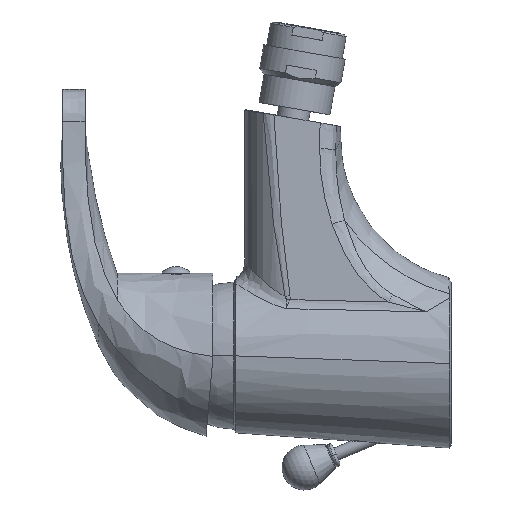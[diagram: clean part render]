
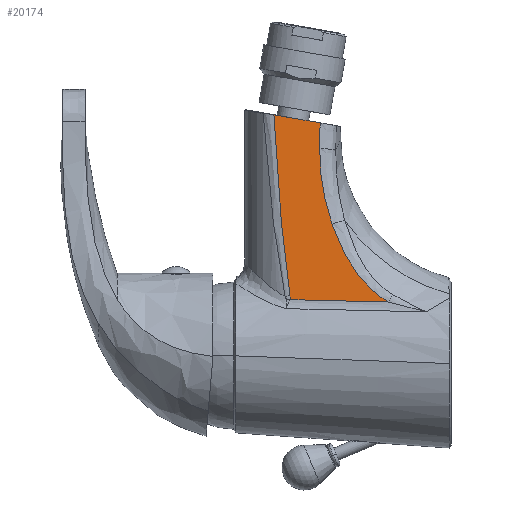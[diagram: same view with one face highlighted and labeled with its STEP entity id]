
A CAD part, left-side view. The second image highlights one B-rep face of the part: STEP entity #20174.
In plain terms, the highlighted planar face has unit normal (-0.998, 0.035, 0.052).
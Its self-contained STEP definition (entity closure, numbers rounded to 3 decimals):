
#6676=CARTESIAN_POINT('',(-18.229,51.409,20.032));
#6690=CARTESIAN_POINT('',(-19.346,20.548,19.292));
#6709=DIRECTION('',(-0.043,-0.984,-0.173));
#6710=VECTOR('',#6709,14.691);
#6711=CARTESIAN_POINT('',(-15.02,56.441,77.88));
#6712=LINE('',#6711,#6710);
#6713=CARTESIAN_POINT('',(-15.659,41.987,75.331));
#6714=CARTESIAN_POINT('',(-15.705,41.999,74.43));
#6715=CARTESIAN_POINT('',(-15.799,42.023,72.628));
#6716=CARTESIAN_POINT('',(-15.94,42.058,69.927));
#6717=CARTESIAN_POINT('',(-16.033,42.083,68.127));
#6718=CARTESIAN_POINT('',(-16.08,42.095,67.227));
#6720=CARTESIAN_POINT('',(-16.08,42.095,67.227));
#6721=CARTESIAN_POINT('',(-16.118,42.105,66.489));
#6722=CARTESIAN_POINT('',(-16.197,42.099,64.999));
#6723=CARTESIAN_POINT('',(-16.319,42.011,62.727));
#6724=CARTESIAN_POINT('',(-16.446,41.84,60.417));
#6725=CARTESIAN_POINT('',(-16.578,41.585,58.069));
#6726=CARTESIAN_POINT('',(-16.714,41.244,55.692));
#6727=CARTESIAN_POINT('',(-16.855,40.816,53.296));
#6728=CARTESIAN_POINT('',(-16.999,40.302,50.888));
#6729=CARTESIAN_POINT('',(-17.147,39.703,48.475));
#6730=CARTESIAN_POINT('',(-17.297,39.019,46.062));
#6731=CARTESIAN_POINT('',(-17.399,38.508,44.458));
#6732=CARTESIAN_POINT('',(-17.451,38.237,43.656));
#6734=CARTESIAN_POINT('',(-17.451,38.237,43.656));
#6735=CARTESIAN_POINT('',(-17.499,37.985,42.908));
#6736=CARTESIAN_POINT('',(-17.594,37.464,41.445));
#6737=CARTESIAN_POINT('',(-17.732,36.636,39.35));
#6738=CARTESIAN_POINT('',(-17.867,35.771,37.363));
#6739=CARTESIAN_POINT('',(-17.996,34.876,35.49));
#6740=CARTESIAN_POINT('',(-18.12,33.959,33.735));
#6741=CARTESIAN_POINT('',(-18.238,33.027,32.101));
#6742=CARTESIAN_POINT('',(-18.351,32.088,30.585));
#6743=CARTESIAN_POINT('',(-18.457,31.143,29.181));
#6744=CARTESIAN_POINT('',(-18.559,30.195,27.884));
#6745=CARTESIAN_POINT('',(-18.655,29.246,26.684));
#6746=CARTESIAN_POINT('',(-18.746,28.296,25.576));
#6747=CARTESIAN_POINT('',(-18.833,27.344,24.553));
#6748=CARTESIAN_POINT('',(-18.916,26.391,23.608));
#6749=CARTESIAN_POINT('',(-18.995,25.436,22.737));
#6750=CARTESIAN_POINT('',(-19.07,24.477,21.932));
#6751=CARTESIAN_POINT('',(-19.143,23.511,21.188));
#6752=CARTESIAN_POINT('',(-19.213,22.534,20.5));
#6753=CARTESIAN_POINT('',(-19.281,21.548,19.866));
#6754=CARTESIAN_POINT('',(-19.325,20.882,19.478));
#6755=CARTESIAN_POINT('',(-19.346,20.548,19.292));
#6757=CARTESIAN_POINT('',(-19.346,20.548,19.292));
#6758=CARTESIAN_POINT('',(-19.22,24.022,19.376));
#6759=CARTESIAN_POINT('',(-18.97,30.94,19.543));
#6760=CARTESIAN_POINT('',(-18.598,41.228,19.789));
#6761=CARTESIAN_POINT('',(-18.352,48.025,19.952));
#6762=CARTESIAN_POINT('',(-18.229,51.409,20.032));
#6764=CARTESIAN_POINT('',(-18.165,51.411,21.268));
#6765=CARTESIAN_POINT('',(-18.171,51.394,21.164));
#6766=CARTESIAN_POINT('',(-18.182,51.368,20.966));
#6767=CARTESIAN_POINT('',(-18.197,51.352,20.698));
#6768=CARTESIAN_POINT('',(-18.209,51.355,20.455));
#6769=CARTESIAN_POINT('',(-18.22,51.374,20.233));
#6770=CARTESIAN_POINT('',(-18.226,51.396,20.097));
#6771=CARTESIAN_POINT('',(-18.229,51.409,20.032));
#6773=CARTESIAN_POINT('',(-15.02,56.441,77.88));
#6774=CARTESIAN_POINT('',(-15.13,56.329,75.865));
#6775=CARTESIAN_POINT('',(-15.339,56.107,72.031));
#6776=CARTESIAN_POINT('',(-15.619,55.789,66.899));
#6777=CARTESIAN_POINT('',(-15.871,55.486,62.283));
#6778=CARTESIAN_POINT('',(-16.099,55.196,58.128));
#6779=CARTESIAN_POINT('',(-16.305,54.921,54.388));
#6780=CARTESIAN_POINT('',(-16.492,54.658,51.002));
#6781=CARTESIAN_POINT('',(-16.662,54.407,47.92));
#6782=CARTESIAN_POINT('',(-16.816,54.169,45.15));
#6783=CARTESIAN_POINT('',(-16.952,53.95,42.703));
#6784=CARTESIAN_POINT('',(-17.075,53.743,40.485));
#6785=CARTESIAN_POINT('',(-17.193,53.539,38.387));
#6786=CARTESIAN_POINT('',(-17.31,53.326,36.292));
#6787=CARTESIAN_POINT('',(-17.429,53.1,34.165));
#6788=CARTESIAN_POINT('',(-17.548,52.864,32.05));
#6789=CARTESIAN_POINT('',(-17.668,52.616,29.94));
#6790=CARTESIAN_POINT('',(-17.788,52.353,27.821));
#6791=CARTESIAN_POINT('',(-17.91,52.071,25.679));
#6792=CARTESIAN_POINT('',(-18.035,51.761,23.503));
#6793=CARTESIAN_POINT('',(-18.121,51.532,22.018));
#6794=CARTESIAN_POINT('',(-18.165,51.411,21.268));
#10075=VERTEX_POINT('',#6676);
#10076=VERTEX_POINT('',#6764);
#10078=VERTEX_POINT('',#6690);
#10082=VERTEX_POINT('',#6734);
#10084=VERTEX_POINT('',#6720);
#10472=CARTESIAN_POINT('',(-15.02,56.441,
77.88));
#10473=CARTESIAN_POINT('',(-15.659,41.987,
75.331));
#10474=VERTEX_POINT('',#10472);
#10475=VERTEX_POINT('',#10473);
#20155=CARTESIAN_POINT('',(-14.787,58.431,81.));
#20156=DIRECTION('',(-0.998,0.035,0.052));
#20157=DIRECTION('',(-0.035,-0.999,0.));
#20158=AXIS2_PLACEMENT_3D('',#20155,#20156,#20157);
#20159=PLANE('',#20158);
#20161=ORIENTED_EDGE('',*,*,#20160,.T.);
#20163=ORIENTED_EDGE('',*,*,#20162,.T.);
#20165=ORIENTED_EDGE('',*,*,#20164,.T.);
#20167=ORIENTED_EDGE('',*,*,#20166,.T.);
#20168=ORIENTED_EDGE('',*,*,#20033,.T.);
#20169=ORIENTED_EDGE('',*,*,#20139,.F.);
#20171=ORIENTED_EDGE('',*,*,#20170,.F.);
#20172=EDGE_LOOP('',(#20161,#20163,#20165,#20167,#20168,#20169,#20171));
#20173=FACE_OUTER_BOUND('',#20172,.F.);
#20174=ADVANCED_FACE('',(#20173),#20159,.T.);
#6719=B_SPLINE_CURVE_WITH_KNOTS('',3,(#6713,#6714,#6715,#6716,#6717,#6718),
.UNSPECIFIED.,.F.,.F.,(4,1,1,4),(0.,0.333,0.667,1.),
.UNSPECIFIED.);
#6733=B_SPLINE_CURVE_WITH_KNOTS('',3,(#6720,#6721,#6722,#6723,#6724,#6725,#6726,
#6727,#6728,#6729,#6730,#6731,#6732),.UNSPECIFIED.,.F.,.F.,(4,1,1,1,1,1,1,1,1,1,
4),(0.,0.1,0.2,0.3,0.4,0.5,0.6,0.7,0.8,0.9,1.),
.UNSPECIFIED.);
#6756=B_SPLINE_CURVE_WITH_KNOTS('',3,(#6734,#6735,#6736,#6737,#6738,#6739,#6740,
#6741,#6742,#6743,#6744,#6745,#6746,#6747,#6748,#6749,#6750,#6751,#6752,#6753,
#6754,#6755),.UNSPECIFIED.,.F.,.F.,(4,1,1,1,1,1,1,1,1,1,1,1,1,1,1,1,1,1,1,4),(
0.,0.053,0.105,0.158,0.211,
0.263,0.316,0.368,0.421,
0.474,0.526,0.579,0.632,
0.684,0.737,0.789,0.842,
0.895,0.947,1.),.UNSPECIFIED.);
#6763=B_SPLINE_CURVE_WITH_KNOTS('',3,(#6757,#6758,#6759,#6760,#6761,#6762),
.UNSPECIFIED.,.F.,.F.,(4,1,1,4),(0.,0.333,0.667,1.),
.UNSPECIFIED.);
#6772=B_SPLINE_CURVE_WITH_KNOTS('',3,(#6764,#6765,#6766,#6767,#6768,#6769,#6770,
#6771),.UNSPECIFIED.,.F.,.F.,(4,1,1,1,1,4),(0.,0.2,0.4,0.6,0.8,1.),
.UNSPECIFIED.);
#6795=B_SPLINE_CURVE_WITH_KNOTS('',3,(#6773,#6774,#6775,#6776,#6777,#6778,#6779,
#6780,#6781,#6782,#6783,#6784,#6785,#6786,#6787,#6788,#6789,#6790,#6791,#6792,
#6793,#6794),.UNSPECIFIED.,.F.,.F.,(4,1,1,1,1,1,1,1,1,1,1,1,1,1,1,1,1,1,1,4),(
0.,0.053,0.105,0.158,0.211,
0.263,0.316,0.368,0.421,
0.474,0.526,0.579,0.632,
0.684,0.737,0.789,0.842,
0.895,0.947,1.),.UNSPECIFIED.);
#20033=EDGE_CURVE('',#10078,#10075,#6763,.T.);
#20139=EDGE_CURVE('',#10076,#10075,#6772,.T.);
#20160=EDGE_CURVE('',#10474,#10475,#6712,.T.);
#20162=EDGE_CURVE('',#10475,#10084,#6719,.T.);
#20164=EDGE_CURVE('',#10084,#10082,#6733,.T.);
#20166=EDGE_CURVE('',#10082,#10078,#6756,.T.);
#20170=EDGE_CURVE('',#10474,#10076,#6795,.T.);
